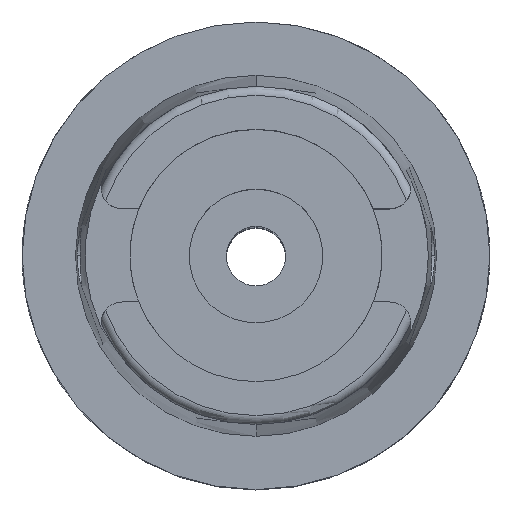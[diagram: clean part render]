
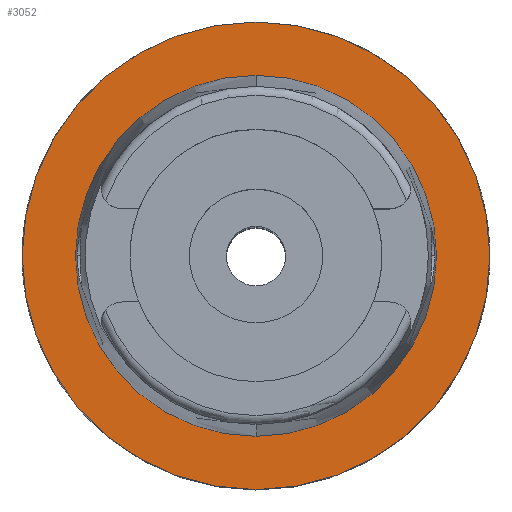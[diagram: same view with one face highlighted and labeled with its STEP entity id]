
A CAD part, top view. The second image highlights one B-rep face of the part: STEP entity #3052.
In plain terms, the highlighted planar face has unit normal (0, 0, 1).
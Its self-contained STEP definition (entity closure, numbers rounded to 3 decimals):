
#641=CARTESIAN_POINT('',(0.,0.,0.));
#642=DIRECTION('',(0.,0.,-1.));
#643=DIRECTION('',(0.,-1.,0.));
#644=AXIS2_PLACEMENT_3D('',#641,#642,#643);
#649=CARTESIAN_POINT('',(0.,0.,0.));
#650=DIRECTION('',(0.,0.,-1.));
#651=DIRECTION('',(0.,1.,0.));
#652=AXIS2_PLACEMENT_3D('',#649,#650,#651);
#657=CARTESIAN_POINT('',(0.,0.,0.));
#658=DIRECTION('',(0.,0.,1.));
#659=DIRECTION('',(0.,-1.,0.));
#660=AXIS2_PLACEMENT_3D('',#657,#658,#659);
#665=CARTESIAN_POINT('',(0.,0.,0.));
#666=DIRECTION('',(0.,0.,1.));
#667=DIRECTION('',(0.,1.,0.));
#668=AXIS2_PLACEMENT_3D('',#665,#666,#667);
#2388=CARTESIAN_POINT('',(0.,-24.315,0.));
#2389=VERTEX_POINT('',#2388);
#2390=CARTESIAN_POINT('',(0.,24.315,0.));
#2391=VERTEX_POINT('',#2390);
#2666=CARTESIAN_POINT('',(0.,31.5,0.));
#2667=VERTEX_POINT('',#2666);
#2668=CARTESIAN_POINT('',(0.,-31.5,0.));
#2669=VERTEX_POINT('',#2668);
#3037=CARTESIAN_POINT('',(0.,0.,0.));
#3038=DIRECTION('',(0.,0.,1.));
#3039=DIRECTION('',(0.,1.,0.));
#3040=AXIS2_PLACEMENT_3D('',#3037,#3038,#3039);
#3041=PLANE('',#3040);
#3043=ORIENTED_EDGE('',*,*,#3042,.T.);
#3045=ORIENTED_EDGE('',*,*,#3044,.T.);
#3046=EDGE_LOOP('',(#3043,#3045));
#3047=FACE_OUTER_BOUND('',#3046,.F.);
#3048=ORIENTED_EDGE('',*,*,#2995,.T.);
#3049=ORIENTED_EDGE('',*,*,#2788,.T.);
#3050=EDGE_LOOP('',(#3048,#3049));
#3051=FACE_BOUND('',#3050,.F.);
#645=CIRCLE('',#644,31.5);
#653=CIRCLE('',#652,31.5);
#661=CIRCLE('',#660,24.315);
#669=CIRCLE('',#668,24.315);
#2788=EDGE_CURVE('',#2391,#2389,#669,.T.);
#2995=EDGE_CURVE('',#2389,#2391,#661,.T.);
#3042=EDGE_CURVE('',#2669,#2667,#645,.T.);
#3044=EDGE_CURVE('',#2667,#2669,#653,.T.);
#3052=ADVANCED_FACE('',(#3047,#3051),#3041,.T.);
